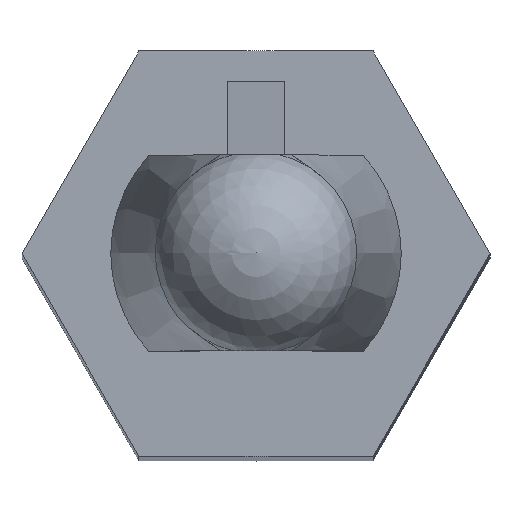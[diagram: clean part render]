
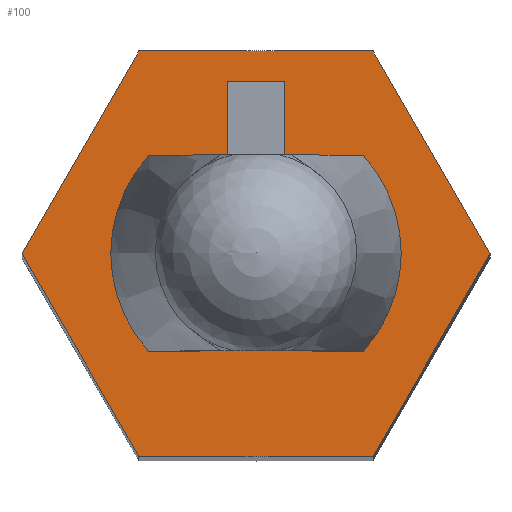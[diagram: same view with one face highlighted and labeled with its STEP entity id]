
A CAD part, top view. The second image highlights one B-rep face of the part: STEP entity #100.
In plain terms, the highlighted planar face has unit normal (0, 0, 1).
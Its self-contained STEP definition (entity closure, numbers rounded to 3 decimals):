
#100 = ADVANCED_FACE( '', ( #218, #219, #220 ), #221, .F. );
#218 = FACE_BOUND( '', #354, .T. );
#219 = FACE_BOUND( '', #355, .T. );
#220 = FACE_OUTER_BOUND( '', #356, .T. );
#221 = PLANE( '', #357 );
#354 = EDGE_LOOP( '', ( #577, #578, #579, #580 ) );
#355 = EDGE_LOOP( '', ( #581, #582, #583, #584 ) );
#356 = EDGE_LOOP( '', ( #585, #586, #587, #588, #589, #590 ) );
#357 = AXIS2_PLACEMENT_3D( '', #591, #592, #593 );
#577 = ORIENTED_EDGE( '', *, *, #861, .T. );
#578 = ORIENTED_EDGE( '', *, *, #842, .T. );
#579 = ORIENTED_EDGE( '', *, *, #812, .T. );
#580 = ORIENTED_EDGE( '', *, *, #795, .T. );
#581 = ORIENTED_EDGE( '', *, *, #826, .T. );
#582 = ORIENTED_EDGE( '', *, *, #807, .T. );
#583 = ORIENTED_EDGE( '', *, *, #862, .F. );
#584 = ORIENTED_EDGE( '', *, *, #863, .T. );
#585 = ORIENTED_EDGE( '', *, *, #864, .F. );
#586 = ORIENTED_EDGE( '', *, *, #865, .F. );
#587 = ORIENTED_EDGE( '', *, *, #786, .F. );
#588 = ORIENTED_EDGE( '', *, *, #831, .F. );
#589 = ORIENTED_EDGE( '', *, *, #866, .F. );
#590 = ORIENTED_EDGE( '', *, *, #867, .F. );
#591 = CARTESIAN_POINT( '', ( 0., 0., 40. ) );
#592 = DIRECTION( '', ( 0., 0., -1. ) );
#593 = DIRECTION( '', ( -1., 0., 0. ) );
#786 = EDGE_CURVE( '', #925, #927, #928, .T. );
#795 = EDGE_CURVE( '', #942, #943, #944, .T. );
#807 = EDGE_CURVE( '', #964, #962, #965, .T. );
#812 = EDGE_CURVE( '', #973, #942, #974, .T. );
#826 = EDGE_CURVE( '', #995, #964, #996, .T. );
#831 = EDGE_CURVE( '', #1002, #925, #1004, .T. );
#842 = EDGE_CURVE( '', #1021, #973, #1022, .T. );
#861 = EDGE_CURVE( '', #943, #1021, #1048, .T. );
#862 = EDGE_CURVE( '', #1049, #962, #1050, .T. );
#863 = EDGE_CURVE( '', #1049, #995, #1051, .T. );
#864 = EDGE_CURVE( '', #1052, #1053, #1054, .T. );
#865 = EDGE_CURVE( '', #927, #1052, #1055, .T. );
#866 = EDGE_CURVE( '', #1056, #1002, #1057, .T. );
#867 = EDGE_CURVE( '', #1053, #1056, #1058, .T. );
#925 = VERTEX_POINT( '', #1125 );
#927 = VERTEX_POINT( '', #1128 );
#928 = LINE( '', #1129, #1130 );
#942 = VERTEX_POINT( '', #1150 );
#943 = VERTEX_POINT( '', #1151 );
#944 = CIRCLE( '', #1152, 2. );
#962 = VERTEX_POINT( '', #1180 );
#964 = VERTEX_POINT( '', #1183 );
#965 = LINE( '', #1184, #1185 );
#973 = VERTEX_POINT( '', #1218 );
#974 = LINE( '', #1219, #1220 );
#995 = VERTEX_POINT( '', #1256 );
#996 = CIRCLE( '', #1257, 2. );
#1002 = VERTEX_POINT( '', #1267 );
#1004 = LINE( '', #1270, #1271 );
#1021 = VERTEX_POINT( '', #1293 );
#1022 = LINE( '', #1294, #1295 );
#1048 = LINE( '', #1331, #1332 );
#1049 = VERTEX_POINT( '', #1333 );
#1050 = LINE( '', #1334, #1335 );
#1051 = LINE( '', #1336, #1337 );
#1052 = VERTEX_POINT( '', #1338 );
#1053 = VERTEX_POINT( '', #1339 );
#1054 = LINE( '', #1340, #1341 );
#1055 = LINE( '', #1342, #1343 );
#1056 = VERTEX_POINT( '', #1344 );
#1057 = LINE( '', #1345, #1346 );
#1058 = LINE( '', #1347, #1348 );
#1125 = CARTESIAN_POINT( '', ( -1.732, 3., 40. ) );
#1128 = CARTESIAN_POINT( '', ( 1.732, 3., 40. ) );
#1129 = CARTESIAN_POINT( '', ( -1.732, 3., 40. ) );
#1130 = VECTOR( '', #1442, 1000. );
#1150 = CARTESIAN_POINT( '', ( 1.377, 1.45, 40. ) );
#1151 = CARTESIAN_POINT( '', ( 1.377, -1.45, 40. ) );
#1152 = AXIS2_PLACEMENT_3D( '', #1449, #1450, #1451 );
#1180 = CARTESIAN_POINT( '', ( -1., 1.45, 40. ) );
#1183 = CARTESIAN_POINT( '', ( -1.377, 1.45, 40. ) );
#1184 = CARTESIAN_POINT( '', ( -2.15, 1.45, 40. ) );
#1185 = VECTOR( '', #1463, 1000. );
#1218 = CARTESIAN_POINT( '', ( 1., 1.45, 40. ) );
#1219 = CARTESIAN_POINT( '', ( -2.15, 1.45, 40. ) );
#1220 = VECTOR( '', #1467, 1000. );
#1256 = CARTESIAN_POINT( '', ( -1.377, -1.45, 40. ) );
#1257 = AXIS2_PLACEMENT_3D( '', #1487, #1488, #1489 );
#1267 = CARTESIAN_POINT( '', ( -3.464, 0., 40. ) );
#1270 = CARTESIAN_POINT( '', ( -1.732, 3., 40. ) );
#1271 = VECTOR( '', #1492, 1000. );
#1293 = CARTESIAN_POINT( '', ( 1., -1.45, 40. ) );
#1294 = CARTESIAN_POINT( '', ( 1., -1.45, 40. ) );
#1295 = VECTOR( '', #1504, 1000. );
#1331 = CARTESIAN_POINT( '', ( 2.15, -1.45, 40. ) );
#1332 = VECTOR( '', #1521, 1000. );
#1333 = CARTESIAN_POINT( '', ( -1., -1.45, 40. ) );
#1334 = CARTESIAN_POINT( '', ( -1., -1.45, 40. ) );
#1335 = VECTOR( '', #1522, 1000. );
#1336 = CARTESIAN_POINT( '', ( 2.15, -1.45, 40. ) );
#1337 = VECTOR( '', #1523, 1000. );
#1338 = CARTESIAN_POINT( '', ( 3.464, 0., 40. ) );
#1339 = CARTESIAN_POINT( '', ( 1.732, -3., 40. ) );
#1340 = CARTESIAN_POINT( '', ( 3.464, 0., 40. ) );
#1341 = VECTOR( '', #1524, 1000. );
#1342 = CARTESIAN_POINT( '', ( 1.732, 3., 40. ) );
#1343 = VECTOR( '', #1525, 1000. );
#1344 = CARTESIAN_POINT( '', ( -1.732, -3., 40. ) );
#1345 = CARTESIAN_POINT( '', ( -3.464, 0., 40. ) );
#1346 = VECTOR( '', #1526, 1000. );
#1347 = CARTESIAN_POINT( '', ( 1.732, -3., 40. ) );
#1348 = VECTOR( '', #1527, 1000. );
#1442 = DIRECTION( '', ( 1., 0., 0. ) );
#1449 = CARTESIAN_POINT( '', ( 0., 0., 40. ) );
#1450 = DIRECTION( '', ( 0., 0., -1. ) );
#1451 = DIRECTION( '', ( -1., 0., 0. ) );
#1463 = DIRECTION( '', ( 1., 0., 0. ) );
#1467 = DIRECTION( '', ( 1., 0., 0. ) );
#1487 = CARTESIAN_POINT( '', ( 0., 0., 40. ) );
#1488 = DIRECTION( '', ( 0., 0., -1. ) );
#1489 = DIRECTION( '', ( -1., 0., 0. ) );
#1492 = DIRECTION( '', ( 0.5, 0.866, 0. ) );
#1504 = DIRECTION( '', ( 0., 1., 0. ) );
#1521 = DIRECTION( '', ( -1., 0., 0. ) );
#1522 = DIRECTION( '', ( 0., 1., 0. ) );
#1523 = DIRECTION( '', ( -1., 0., 0. ) );
#1524 = DIRECTION( '', ( -0.5, -0.866, 0. ) );
#1525 = DIRECTION( '', ( 0.5, -0.866, 0. ) );
#1526 = DIRECTION( '', ( -0.5, 0.866, 0. ) );
#1527 = DIRECTION( '', ( -1., 0., 0. ) );
